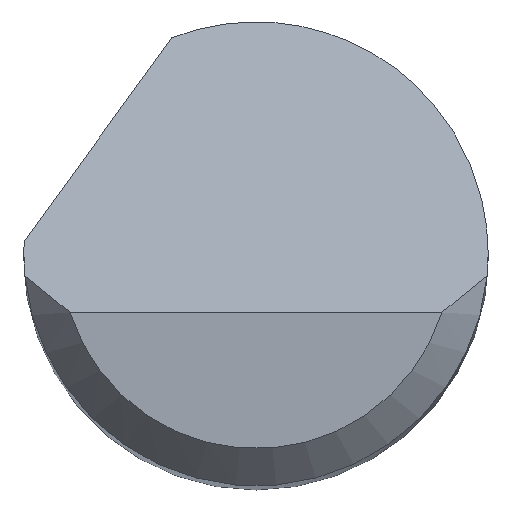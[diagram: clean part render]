
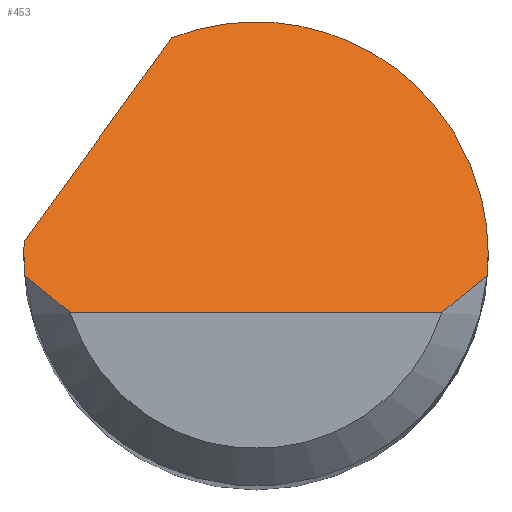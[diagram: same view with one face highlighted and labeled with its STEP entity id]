
A CAD part, top view. The second image highlights one B-rep face of the part: STEP entity #453.
In plain terms, the highlighted planar face has unit normal (0, 0.707, 0.707).
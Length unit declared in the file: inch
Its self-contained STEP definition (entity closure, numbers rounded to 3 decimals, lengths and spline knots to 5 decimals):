
#7 = VERTEX_POINT ( 'NONE', #103 ) ;
#8 = VECTOR ( 'NONE', #108, 39.37008 ) ;
#15 = EDGE_CURVE ( 'NONE', #199, #495, #331, .T. ) ;
#21 = FACE_OUTER_BOUND ( 'NONE', #370, .T. ) ;
#32 = ORIENTED_EDGE ( 'NONE', *, *, #62, .F. ) ;
#46 = CARTESIAN_POINT ( 'NONE',  ( 0.09375, 0., 1.47625 ) ) ;
#48 = CARTESIAN_POINT ( 'NONE',  ( -0.03394, 0.08739, 1.38886 ) ) ;
#62 = EDGE_CURVE ( 'NONE', #468, #7, #328, .T. ) ;
#63 = CARTESIAN_POINT ( 'NONE',  ( 0.09361, -0.00584, 1.48209 ) ) ;
#82 = ORIENTED_EDGE ( 'NONE', *, *, #263, .T. ) ;
#103 = CARTESIAN_POINT ( 'NONE',  ( 0.09334, -0.00875, 1.485 ) ) ;
#108 = DIRECTION ( 'NONE',  ( 0.456, 0.629, -0.629 ) ) ;
#110 = EDGE_CURVE ( 'NONE', #504, #7, #252, .T. ) ;
#111 = CARTESIAN_POINT ( 'NONE',  ( -0.09375, 0., 1.47625 ) ) ;
#125 = ORIENTED_EDGE ( 'NONE', *, *, #110, .T. ) ;
#140 = CARTESIAN_POINT ( 'NONE',  ( 0.09375, 0., 1.47625 ) ) ;
#141 = ORIENTED_EDGE ( 'NONE', *, *, #147, .F. ) ;
#144 = CARTESIAN_POINT ( 'NONE',  ( -0.09361, -0.00584, 1.48209 ) ) ;
#147 = EDGE_CURVE ( 'NONE', #296, #168, #477, .T. ) ;
#150 = CARTESIAN_POINT ( 'NONE',  ( -0.09375, -0.00292, 1.47917 ) ) ;
#159 = CARTESIAN_POINT ( 'NONE',  ( -0.09334, -0.00875, 1.485 ) ) ;
#168 = VERTEX_POINT ( 'NONE', #233 ) ;
#188 = DIRECTION ( 'NONE',  ( 0., 0.707, -0.707 ) ) ;
#189 = EDGE_CURVE ( 'NONE', #471, #296, #392, .T. ) ;
#199 = VERTEX_POINT ( 'NONE', #159 ) ;
#215 = DIRECTION ( 'NONE',  ( 1., 0., 0. ) ) ;
#225 = CARTESIAN_POINT ( 'NONE',  ( -0.08157, -0.019, 1.49525 ) ) ;
#233 = CARTESIAN_POINT ( 'NONE',  ( -0.03394, 0.08739, 1.38886 ) ) ;
#252 = B_SPLINE_CURVE_WITH_KNOTS ( 'NONE', 3,
 ( #273, #409, #322, #289 ),
 .UNSPECIFIED., .F., .F.,
 ( 4, 4 ),
 ( 0., 0.00071 ),
 .UNSPECIFIED. ) ;
#253 = ORIENTED_EDGE ( 'NONE', *, *, #15, .T. ) ;
#263 = EDGE_CURVE ( 'NONE', #495, #504, #393, .T. ) ;
#266 = CARTESIAN_POINT ( 'NONE',  ( -0.09362, 0.005, 1.47125 ) ) ;
#273 = CARTESIAN_POINT ( 'NONE',  ( 0.07508, -0.02375, 1.5 ) ) ;
#278 = CARTESIAN_POINT ( 'NONE',  ( -0.09375, 0., 1.47625 ) ) ;
#289 = CARTESIAN_POINT ( 'NONE',  ( 0.09334, -0.00875, 1.485 ) ) ;
#296 = VERTEX_POINT ( 'NONE', #266 ) ;
#312 = CARTESIAN_POINT ( 'NONE',  ( 0.09375, 0., 1.47625 ) ) ;
#313 = CARTESIAN_POINT ( 'NONE',  ( 0.09334, -0.00875, 1.485 ) ) ;
#320 = CARTESIAN_POINT ( 'NONE',  ( -0.07508, -0.02375, 1.5 ) ) ;
#322 = CARTESIAN_POINT ( 'NONE',  ( 0.08761, -0.01397, 1.49022 ) ) ;
#328 =( BOUNDED_CURVE ( )  B_SPLINE_CURVE ( 3, ( #140, #507, #63, #313 ),
 .UNSPECIFIED., .F., .T. ) 
 B_SPLINE_CURVE_WITH_KNOTS ( ( 4, 4 ),
 ( 1.5708, 1.66427 ),
 .UNSPECIFIED. ) 
 CURVE ( )  GEOMETRIC_REPRESENTATION_ITEM ( )  RATIONAL_B_SPLINE_CURVE ( ( 1., 0.999, 0.999, 1. ) ) 
 REPRESENTATION_ITEM ( '' )  );
#331 = B_SPLINE_CURVE_WITH_KNOTS ( 'NONE', 3,
 ( #363, #547, #225, #320 ),
 .UNSPECIFIED., .F., .F.,
 ( 4, 4 ),
 ( 0., 0.00071 ),
 .UNSPECIFIED. ) ;
#352 =( BOUNDED_CURVE ( )  B_SPLINE_CURVE ( 3, ( #48, #437, #399, #46 ),
 .UNSPECIFIED., .F., .T. ) 
 B_SPLINE_CURVE_WITH_KNOTS ( ( 4, 4 ),
 ( 5.91277, 7.85398 ),
 .UNSPECIFIED. ) 
 CURVE ( )  GEOMETRIC_REPRESENTATION_ITEM ( )  RATIONAL_B_SPLINE_CURVE ( ( 1., 0.71, 0.71, 1. ) ) 
 REPRESENTATION_ITEM ( '' )  );
#361 = EDGE_CURVE ( 'NONE', #168, #468, #352, .T. ) ;
#363 = CARTESIAN_POINT ( 'NONE',  ( -0.09334, -0.00875, 1.485 ) ) ;
#367 = AXIS2_PLACEMENT_3D ( 'NONE', #469, #403, #188 ) ;
#369 = CARTESIAN_POINT ( 'NONE',  ( -0.09334, -0.00875, 1.485 ) ) ;
#370 = EDGE_LOOP ( 'NONE', ( #82, #125, #32, #435, #141, #534, #375, #253 ) ) ;
#375 = ORIENTED_EDGE ( 'NONE', *, *, #440, .F. ) ;
#384 = CARTESIAN_POINT ( 'NONE',  ( -0.09375, 0., 1.47625 ) ) ;
#392 =( BOUNDED_CURVE ( )  B_SPLINE_CURVE ( 3, ( #384, #467, #470, #562 ),
 .UNSPECIFIED., .F., .T. ) 
 B_SPLINE_CURVE_WITH_KNOTS ( ( 4, 4 ),
 ( 4.71239, 4.76575 ),
 .UNSPECIFIED. ) 
 CURVE ( )  GEOMETRIC_REPRESENTATION_ITEM ( )  RATIONAL_B_SPLINE_CURVE ( ( 1., 1., 1., 1. ) ) 
 REPRESENTATION_ITEM ( '' )  );
#393 = LINE ( 'NONE', #488, #537 ) ;
#399 = CARTESIAN_POINT ( 'NONE',  ( 0.09375, 0.07266, 1.40359 ) ) ;
#403 = DIRECTION ( 'NONE',  ( 0., -0.707, -0.707 ) ) ;
#409 = CARTESIAN_POINT ( 'NONE',  ( 0.08157, -0.019, 1.49525 ) ) ;
#410 =( BOUNDED_CURVE ( )  B_SPLINE_CURVE ( 3, ( #369, #144, #150, #111 ),
 .UNSPECIFIED., .F., .T. ) 
 B_SPLINE_CURVE_WITH_KNOTS ( ( 4, 4 ),
 ( 4.61892, 4.71239 ),
 .UNSPECIFIED. ) 
 CURVE ( )  GEOMETRIC_REPRESENTATION_ITEM ( )  RATIONAL_B_SPLINE_CURVE ( ( 1., 0.999, 0.999, 1. ) ) 
 REPRESENTATION_ITEM ( '' )  );
#421 = CARTESIAN_POINT ( 'NONE',  ( -0.11014, -0.01781, 1.49406 ) ) ;
#435 = ORIENTED_EDGE ( 'NONE', *, *, #361, .F. ) ;
#437 = CARTESIAN_POINT ( 'NONE',  ( 0.03379, 0.11369, 1.36256 ) ) ;
#440 = EDGE_CURVE ( 'NONE', #199, #471, #410, .T. ) ;
#453 = ADVANCED_FACE ( 'NONE', ( #21 ), #550, .F. ) ;
#467 = CARTESIAN_POINT ( 'NONE',  ( -0.09375, 0.00167, 1.47458 ) ) ;
#468 = VERTEX_POINT ( 'NONE', #312 ) ;
#469 = CARTESIAN_POINT ( 'NONE',  ( -0.09375, -0.02375, 1.5 ) ) ;
#470 = CARTESIAN_POINT ( 'NONE',  ( -0.09371, 0.00333, 1.47292 ) ) ;
#471 = VERTEX_POINT ( 'NONE', #278 ) ;
#477 = LINE ( 'NONE', #421, #8 ) ;
#479 = CARTESIAN_POINT ( 'NONE',  ( 0.07508, -0.02375, 1.5 ) ) ;
#488 = CARTESIAN_POINT ( 'NONE',  ( 0., -0.02375, 1.5 ) ) ;
#495 = VERTEX_POINT ( 'NONE', #525 ) ;
#504 = VERTEX_POINT ( 'NONE', #479 ) ;
#507 = CARTESIAN_POINT ( 'NONE',  ( 0.09375, -0.00292, 1.47917 ) ) ;
#525 = CARTESIAN_POINT ( 'NONE',  ( -0.07508, -0.02375, 1.5 ) ) ;
#534 = ORIENTED_EDGE ( 'NONE', *, *, #189, .F. ) ;
#537 = VECTOR ( 'NONE', #215, 39.37008 ) ;
#547 = CARTESIAN_POINT ( 'NONE',  ( -0.08761, -0.01397, 1.49022 ) ) ;
#550 = PLANE ( 'NONE',  #367 ) ;
#562 = CARTESIAN_POINT ( 'NONE',  ( -0.09362, 0.005, 1.47125 ) ) ;
